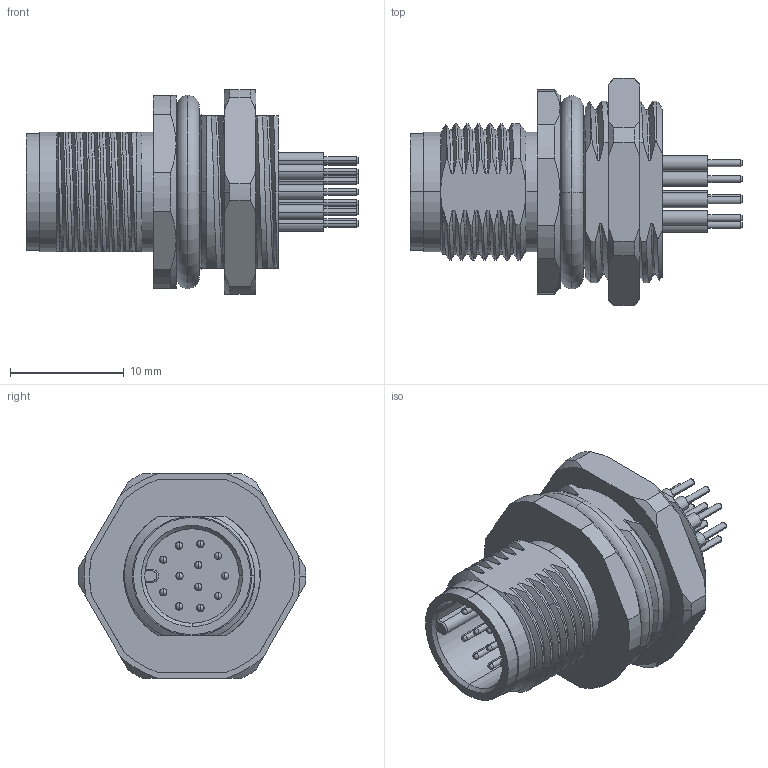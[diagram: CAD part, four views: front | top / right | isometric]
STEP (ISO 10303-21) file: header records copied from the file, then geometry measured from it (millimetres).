
FILE_DESCRIPTION (( 'STEP AP203' ), '1' );
FILE_NAME ('FCR3M12-SA12PSD0-00.STEP', '2024-05-15T02:17:48', ( '' ), ( '' ), 'SwSTEP 2.0', 'SolidWorks 2021', '' );
FILE_SCHEMA (( 'CONFIG_CONTROL_DESIGN' ));
Length unit declared in the file: millimetre
Products named in the file (1): FCR3M12-SA12PSD0-00
Bounding box: 29.2 x 20 x 18 mm (x, y, z)
Volume: 3046.1 mm3; surface area: 3718.7 mm2
Topology: 1 solids, 2 shells, 396 faces, 1004 edges, 630 vertices
Faces by surface type: cylinder 149, bspline 75, plane 70, cone 69, sphere 24, torus 9
Entity records: 29200 total; most frequent: CARTESIAN_POINT 20371, ORIENTED_EDGE 1936, DIRECTION 1687, EDGE_CURVE 968, AXIS2_PLACEMENT_3D 689, VERTEX_POINT 618, EDGE_LOOP 452, FACE_OUTER_BOUND 396
